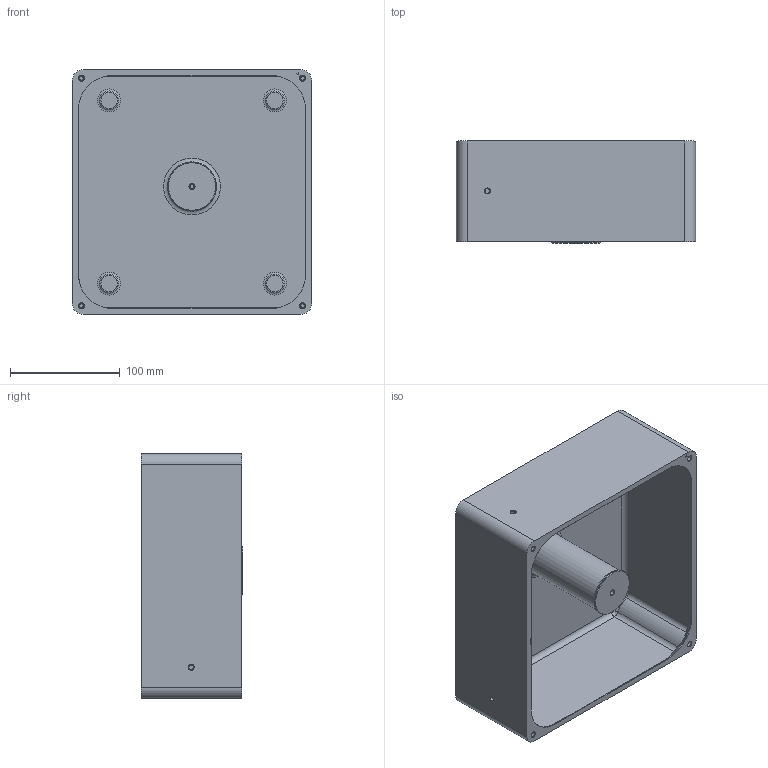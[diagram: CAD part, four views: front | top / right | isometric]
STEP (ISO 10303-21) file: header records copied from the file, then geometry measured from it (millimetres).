
FILE_DESCRIPTION(/* description */ (''),/* implementation_level */ '2;1');
FILE_NAME(/* name */ 'Filament Drybox Simple.step',/* time_stamp */ '2024-07-07T21:19:47Z',/* author */ (''),/* organization */ (''),/* preprocessor_version */ 'ST-DEVELOPER v20',/* originating_system */ 'Autodesk Translation Framework v13.14.0.145',/* authorisation */ '');
FILE_SCHEMA (('AUTOMOTIVE_DESIGN { 1 0 10303 214 3 1 1 }'));
Length unit declared in the file: millimetre
Products named in the file (3): (Unsaved); Box; Washers
Assembly tree (2 placements, depth 3):
  (Unsaved)
    Box
      Washers
Bounding box: 217.8 x 92.8 x 223 mm (x, y, z)
Volume: 284376.8 mm3; surface area: 281048.2 mm2
Topology: 6 solids, 7 shells, 177 faces, 392 edges, 254 vertices
Faces by surface type: plane 62, cylinder 58, cone 31, torus 15, bspline 11
Full cylindrical faces by diameter (mm): 3.3 x5, 3.4 x5, 4.3 x2, 4.7 x5, 10.491 x4, 13 x4, 17.296 x1, 22.038 x1, 38.3 x1, 41.4 x1, 43.948 x1
Entity records: 5347 total; most frequent: CARTESIAN_POINT 1268, DIRECTION 878, ORIENTED_EDGE 784, EDGE_CURVE 392, AXIS2_PLACEMENT_3D 364, VERTEX_POINT 254, EDGE_LOOP 216, CIRCLE 192
